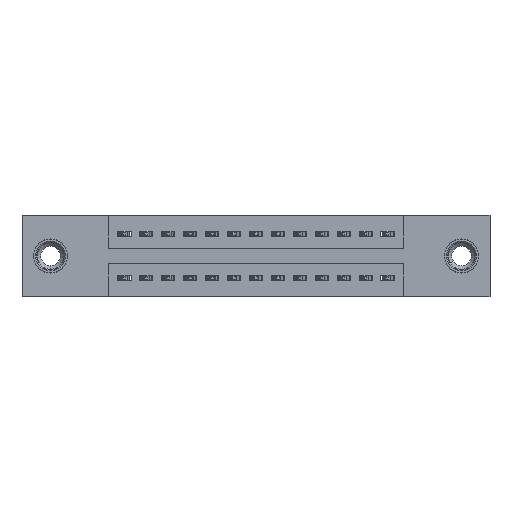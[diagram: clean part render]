
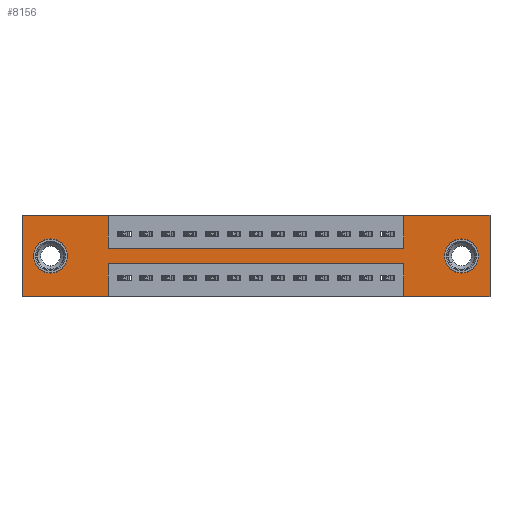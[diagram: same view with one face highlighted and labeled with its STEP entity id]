
A CAD part, front view. The second image highlights one B-rep face of the part: STEP entity #8156.
In plain terms, the highlighted planar face has unit normal (0, -1, 0).
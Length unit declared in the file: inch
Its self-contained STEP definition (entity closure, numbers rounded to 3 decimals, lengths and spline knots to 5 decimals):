
#58 = DIRECTION ( 'NONE',  ( 0., 0., -1. ) ) ;
#354 = AXIS2_PLACEMENT_3D ( 'NONE', #2368, #12938, #5998 ) ;
#756 = VERTEX_POINT ( 'NONE', #5330 ) ;
#795 = LINE ( 'NONE', #3152, #6869 ) ;
#867 = CARTESIAN_POINT ( 'NONE',  ( 0.3925, 0., -0.15 ) ) ;
#894 = ORIENTED_EDGE ( 'NONE', *, *, #13296, .F. ) ;
#1141 = ORIENTED_EDGE ( 'NONE', *, *, #7393, .F. ) ;
#1292 = CARTESIAN_POINT ( 'NONE',  ( 0.3925, 0., 0. ) ) ;
#1439 = VERTEX_POINT ( 'NONE', #4733 ) ;
#1729 = VECTOR ( 'NONE', #8709, 39.37008 ) ;
#1909 = CIRCLE ( 'NONE', #9580, 0.078 ) ;
#2368 = CARTESIAN_POINT ( 'NONE',  ( 0., 0., -0.37 ) ) ;
#2447 = VECTOR ( 'NONE', #8712, 39.37008 ) ;
#2620 = VECTOR ( 'NONE', #6467, 39.37008 ) ;
#2643 = CARTESIAN_POINT ( 'NONE',  ( 1.7425, 0., 0. ) ) ;
#2748 = VERTEX_POINT ( 'NONE', #3469 ) ;
#2874 = DIRECTION ( 'NONE',  ( 0., 1., 0. ) ) ;
#2896 = ORIENTED_EDGE ( 'NONE', *, *, #3741, .F. ) ;
#3009 = CARTESIAN_POINT ( 'NONE',  ( 1.7425, 0., -0.37 ) ) ;
#3064 = EDGE_CURVE ( 'NONE', #1439, #10652, #4822, .T. ) ;
#3110 = EDGE_CURVE ( 'NONE', #10763, #11835, #795, .T. ) ;
#3152 = CARTESIAN_POINT ( 'NONE',  ( 0., 0., 0. ) ) ;
#3262 = VECTOR ( 'NONE', #7654, 39.37008 ) ;
#3377 = FACE_OUTER_BOUND ( 'NONE', #4871, .T. ) ;
#3469 = CARTESIAN_POINT ( 'NONE',  ( 0.13, 0., -0.263 ) ) ;
#3741 = EDGE_CURVE ( 'NONE', #756, #10763, #8133, .T. ) ;
#3945 = CIRCLE ( 'NONE', #12312, 0.078 ) ;
#4066 = ORIENTED_EDGE ( 'NONE', *, *, #6367, .F. ) ;
#4131 = FACE_BOUND ( 'NONE', #11277, .T. ) ;
#4170 = ORIENTED_EDGE ( 'NONE', *, *, #3064, .F. ) ;
#4216 = DIRECTION ( 'NONE',  ( 0., 0., 1. ) ) ;
#4422 = ORIENTED_EDGE ( 'NONE', *, *, #15003, .F. ) ;
#4430 = EDGE_LOOP ( 'NONE', ( #14252, #13197 ) ) ;
#4538 = LINE ( 'NONE', #3009, #13464 ) ;
#4594 = AXIS2_PLACEMENT_3D ( 'NONE', #12607, #5650, #13770 ) ;
#4595 = CARTESIAN_POINT ( 'NONE',  ( 1.7425, 0., -0.15 ) ) ;
#4606 = CIRCLE ( 'NONE', #9761, 0.078 ) ;
#4733 = CARTESIAN_POINT ( 'NONE',  ( 1.7425, 0., -0.22 ) ) ;
#4822 = LINE ( 'NONE', #13594, #13748 ) ;
#4827 = VERTEX_POINT ( 'NONE', #8613 ) ;
#4869 = DIRECTION ( 'NONE',  ( 1., 0., 0. ) ) ;
#4871 = EDGE_LOOP ( 'NONE', ( #4066, #4170, #4422, #1141, #6240, #11347, #15138, #894, #15111, #14765, #2896, #8840 ) ) ;
#4930 = EDGE_CURVE ( 'NONE', #8340, #756, #6428, .T. ) ;
#5098 = ORIENTED_EDGE ( 'NONE', *, *, #12889, .T. ) ;
#5099 = CARTESIAN_POINT ( 'NONE',  ( 0., 0., 0. ) ) ;
#5113 = DIRECTION ( 'NONE',  ( 0., 1., 0. ) ) ;
#5330 = CARTESIAN_POINT ( 'NONE',  ( 0., 0., -0.37 ) ) ;
#5363 = CARTESIAN_POINT ( 'NONE',  ( 0.3925, 0., -0.37 ) ) ;
#5396 = LINE ( 'NONE', #6344, #11566 ) ;
#5650 = DIRECTION ( 'NONE',  ( 0., 1., 0. ) ) ;
#5844 = VECTOR ( 'NONE', #58, 39.37008 ) ;
#5998 = DIRECTION ( 'NONE',  ( 0., 0., -1. ) ) ;
#6053 = VERTEX_POINT ( 'NONE', #4595 ) ;
#6207 = CIRCLE ( 'NONE', #4594, 0.078 ) ;
#6240 = ORIENTED_EDGE ( 'NONE', *, *, #7749, .F. ) ;
#6251 = CARTESIAN_POINT ( 'NONE',  ( 1.7425, 0., -0.37 ) ) ;
#6344 = CARTESIAN_POINT ( 'NONE',  ( 0., 0., 0. ) ) ;
#6367 = EDGE_CURVE ( 'NONE', #10652, #8340, #11818, .T. ) ;
#6387 = CARTESIAN_POINT ( 'NONE',  ( 2.005, 0., -0.107 ) ) ;
#6428 = LINE ( 'NONE', #6446, #3262 ) ;
#6446 = CARTESIAN_POINT ( 'NONE',  ( 0., 0., -0.37 ) ) ;
#6467 = DIRECTION ( 'NONE',  ( 0., 0., -1. ) ) ;
#6610 = DIRECTION ( 'NONE',  ( 0., 1., 0. ) ) ;
#6758 = VERTEX_POINT ( 'NONE', #867 ) ;
#6869 = VECTOR ( 'NONE', #10211, 39.37008 ) ;
#6919 = FACE_BOUND ( 'NONE', #4430, .T. ) ;
#7254 = EDGE_CURVE ( 'NONE', #12870, #9476, #6207, .T. ) ;
#7393 = EDGE_CURVE ( 'NONE', #13379, #8288, #13634, .T. ) ;
#7552 = CARTESIAN_POINT ( 'NONE',  ( 0.3925, 0., -0.37 ) ) ;
#7654 = DIRECTION ( 'NONE',  ( -1., 0., 0. ) ) ;
#7749 = EDGE_CURVE ( 'NONE', #4827, #13379, #11986, .T. ) ;
#7753 = VECTOR ( 'NONE', #4869, 39.37008 ) ;
#8133 = LINE ( 'NONE', #9036, #13902 ) ;
#8156 = ADVANCED_FACE ( 'NONE', ( #6919, #4131, #3377 ), #9456, .T. ) ;
#8288 = VERTEX_POINT ( 'NONE', #6251 ) ;
#8339 = EDGE_CURVE ( 'NONE', #2748, #9990, #3945, .T. ) ;
#8340 = VERTEX_POINT ( 'NONE', #5363 ) ;
#8613 = CARTESIAN_POINT ( 'NONE',  ( 2.135, 0., 0. ) ) ;
#8651 = DIRECTION ( 'NONE',  ( 1., 0., 0. ) ) ;
#8709 = DIRECTION ( 'NONE',  ( 0., 0., 1. ) ) ;
#8712 = DIRECTION ( 'NONE',  ( 0., 0., -1. ) ) ;
#8840 = ORIENTED_EDGE ( 'NONE', *, *, #4930, .F. ) ;
#9036 = CARTESIAN_POINT ( 'NONE',  ( 0., 0., 0. ) ) ;
#9368 = CARTESIAN_POINT ( 'NONE',  ( 0., 0., -0.37 ) ) ;
#9456 = PLANE ( 'NONE',  #354 ) ;
#9476 = VERTEX_POINT ( 'NONE', #10528 ) ;
#9580 = AXIS2_PLACEMENT_3D ( 'NONE', #12081, #5113, #13265 ) ;
#9680 = CARTESIAN_POINT ( 'NONE',  ( 2.135, 0., -0.37 ) ) ;
#9761 = AXIS2_PLACEMENT_3D ( 'NONE', #9943, #2874, #11083 ) ;
#9943 = CARTESIAN_POINT ( 'NONE',  ( 0.13, 0., -0.185 ) ) ;
#9990 = VERTEX_POINT ( 'NONE', #15225 ) ;
#10211 = DIRECTION ( 'NONE',  ( 1., 0., 0. ) ) ;
#10528 = CARTESIAN_POINT ( 'NONE',  ( 2.005, 0., -0.263 ) ) ;
#10652 = VERTEX_POINT ( 'NONE', #12989 ) ;
#10763 = VERTEX_POINT ( 'NONE', #5099 ) ;
#10805 = EDGE_CURVE ( 'NONE', #14819, #4827, #5396, .T. ) ;
#10897 = VECTOR ( 'NONE', #13969, 39.37008 ) ;
#11083 = DIRECTION ( 'NONE',  ( 0., 0., 1. ) ) ;
#11119 = LINE ( 'NONE', #14434, #1729 ) ;
#11277 = EDGE_LOOP ( 'NONE', ( #5098, #14963 ) ) ;
#11347 = ORIENTED_EDGE ( 'NONE', *, *, #10805, .F. ) ;
#11566 = VECTOR ( 'NONE', #8651, 39.37008 ) ;
#11818 = LINE ( 'NONE', #7552, #2447 ) ;
#11835 = VERTEX_POINT ( 'NONE', #15011 ) ;
#11986 = LINE ( 'NONE', #14549, #2620 ) ;
#12024 = LINE ( 'NONE', #1292, #5844 ) ;
#12081 = CARTESIAN_POINT ( 'NONE',  ( 2.005, 0., -0.185 ) ) ;
#12312 = AXIS2_PLACEMENT_3D ( 'NONE', #13538, #6610, #14689 ) ;
#12471 = DIRECTION ( 'NONE',  ( 0., 0., 1. ) ) ;
#12490 = DIRECTION ( 'NONE',  ( -1., 0., 0. ) ) ;
#12607 = CARTESIAN_POINT ( 'NONE',  ( 2.005, 0., -0.185 ) ) ;
#12870 = VERTEX_POINT ( 'NONE', #6387 ) ;
#12889 = EDGE_CURVE ( 'NONE', #9990, #2748, #4606, .T. ) ;
#12938 = DIRECTION ( 'NONE',  ( 0., -1., 0. ) ) ;
#12989 = CARTESIAN_POINT ( 'NONE',  ( 0.3925, 0., -0.22 ) ) ;
#13013 = CARTESIAN_POINT ( 'NONE',  ( 0.3925, 0., -0.15 ) ) ;
#13197 = ORIENTED_EDGE ( 'NONE', *, *, #14827, .T. ) ;
#13265 = DIRECTION ( 'NONE',  ( 0., 0., -1. ) ) ;
#13296 = EDGE_CURVE ( 'NONE', #6758, #6053, #14952, .T. ) ;
#13379 = VERTEX_POINT ( 'NONE', #9680 ) ;
#13464 = VECTOR ( 'NONE', #4216, 39.37008 ) ;
#13538 = CARTESIAN_POINT ( 'NONE',  ( 0.13, 0., -0.185 ) ) ;
#13594 = CARTESIAN_POINT ( 'NONE',  ( 0.3925, 0., -0.22 ) ) ;
#13634 = LINE ( 'NONE', #9368, #10897 ) ;
#13748 = VECTOR ( 'NONE', #12490, 39.37008 ) ;
#13770 = DIRECTION ( 'NONE',  ( 0., 0., -1. ) ) ;
#13902 = VECTOR ( 'NONE', #12471, 39.37008 ) ;
#13969 = DIRECTION ( 'NONE',  ( -1., 0., 0. ) ) ;
#14149 = EDGE_CURVE ( 'NONE', #6053, #14819, #11119, .T. ) ;
#14252 = ORIENTED_EDGE ( 'NONE', *, *, #7254, .T. ) ;
#14434 = CARTESIAN_POINT ( 'NONE',  ( 1.7425, 0., 0. ) ) ;
#14549 = CARTESIAN_POINT ( 'NONE',  ( 2.135, 0., 0. ) ) ;
#14689 = DIRECTION ( 'NONE',  ( 0., 0., 1. ) ) ;
#14734 = EDGE_CURVE ( 'NONE', #11835, #6758, #12024, .T. ) ;
#14765 = ORIENTED_EDGE ( 'NONE', *, *, #3110, .F. ) ;
#14819 = VERTEX_POINT ( 'NONE', #2643 ) ;
#14827 = EDGE_CURVE ( 'NONE', #9476, #12870, #1909, .T. ) ;
#14952 = LINE ( 'NONE', #13013, #7753 ) ;
#14963 = ORIENTED_EDGE ( 'NONE', *, *, #8339, .T. ) ;
#15003 = EDGE_CURVE ( 'NONE', #8288, #1439, #4538, .T. ) ;
#15011 = CARTESIAN_POINT ( 'NONE',  ( 0.3925, 0., 0. ) ) ;
#15111 = ORIENTED_EDGE ( 'NONE', *, *, #14734, .F. ) ;
#15138 = ORIENTED_EDGE ( 'NONE', *, *, #14149, .F. ) ;
#15225 = CARTESIAN_POINT ( 'NONE',  ( 0.13, 0., -0.107 ) ) ;
